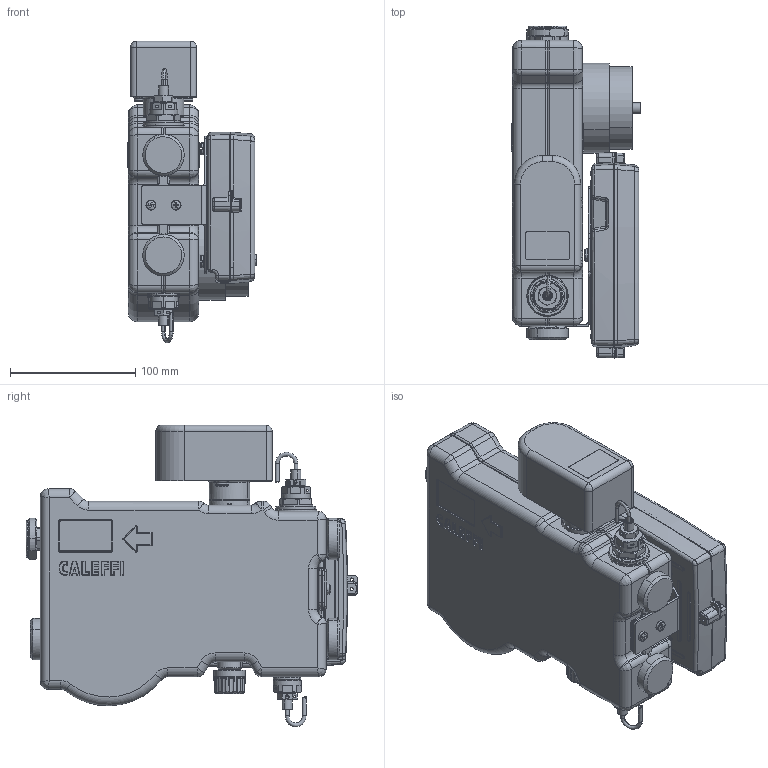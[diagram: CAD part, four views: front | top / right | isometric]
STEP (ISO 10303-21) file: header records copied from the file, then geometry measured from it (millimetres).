
FILE_DESCRIPTION(('CATIA V5 STEP Exchange','CAx-IF Rec.Pracs.--- Model Styling and Organization---1.4--- 2014-01-23','CAx-IF Rec.Pracs.---3D Tessellated Data Validation Properties---0.5---2014-09-14'),'2;1');
FILE_NAME('STEP_700015_-_TST.stp','2021-08-31T13:58:00+00:00',('none'),('none'),'CATIA Version 5-6 Release 2019 SP3','CATIA V5 STEP AP242 v1','none');
FILE_SCHEMA(('AP242_MANAGED_MODEL_BASED_3D_ENGINEERING_MIM_LF {1 0 10303 442 1 1 4}'));
Products named in the file (1): 700015 - TST
Bounding box: 103.5 x 265.01 x 240.91 mm (x, y, z)
Volume: 2725169.1 mm3; surface area: 270388.3 mm2
Topology: 1 solids, 5 shells, 3086 faces, 7790 edges, 4603 vertices
Faces by surface type: cylinder 971, plane 949, torus 433, cone 285, bspline 272, sphere 152, revolution 22, extrusion 2
Entity records: 103976 total; most frequent: CARTESIAN_POINT 38179, ORIENTED_EDGE 15224, DIRECTION 10351, EDGE_CURVE 7612, AXIS2_PLACEMENT_3D 4970, VERTEX_POINT 4603, VECTOR 3251, LINE 3249
